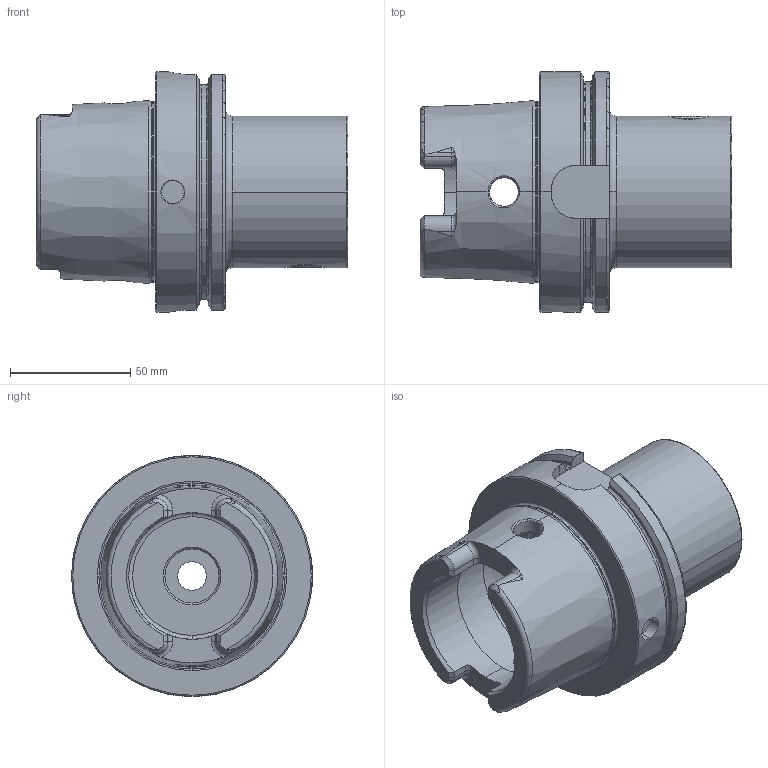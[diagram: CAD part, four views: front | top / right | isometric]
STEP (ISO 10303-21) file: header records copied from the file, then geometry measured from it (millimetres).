
FILE_DESCRIPTION (( 'STEP AP214' ), '1' );
FILE_NAME ('HA0-WH6.K01.080.STEP', '2016-05-23T11:57:02', ( 'SWIAdmin' ), ( 'Hewlett-Packard Company' ), 'SwSTEP 2.0', 'SolidWorks 2015', '' );
FILE_SCHEMA (( 'AUTOMOTIVE_DESIGN' ));
Length unit declared in the file: millimetre
Products named in the file (3): WH6-ER1.001.021; HA0-WH6.K01.080_A_Weichbearbeitung; HA0-WH6.K01.080
Assembly tree (3 placements, depth 2):
  HA0-WH6.K01.080
    HA0-WH6.K01.080_A_Weichbearbeitung
    WH6-ER1.001.021  x2
Bounding box: 129.8 x 100.3 x 100.3 mm (x, y, z)
Volume: 374819.9 mm3; surface area: 68032.9 mm2
Topology: 3 solids, 3 shells, 230 faces, 571 edges, 345 vertices
Faces by surface type: plane 71, cylinder 64, torus 45, cone 42, bspline 8
Entity records: 9597 total; most frequent: CARTESIAN_POINT 3447, ORIENTED_EDGE 1014, DIRECTION 975, EDGE_CURVE 507, AXIS2_PLACEMENT_3D 401, VERTEX_POINT 310, EDGE_LOOP 213, ADVANCED_FACE 202
